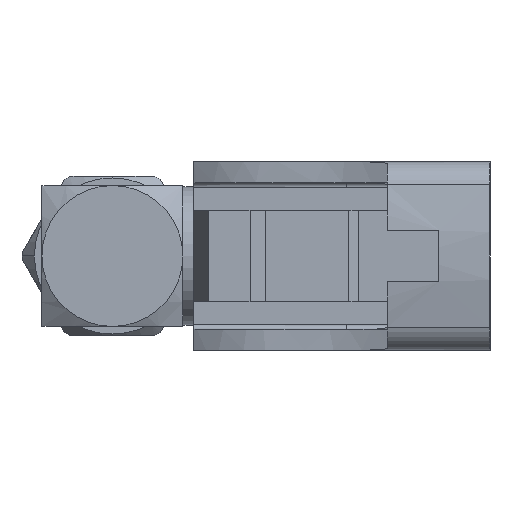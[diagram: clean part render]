
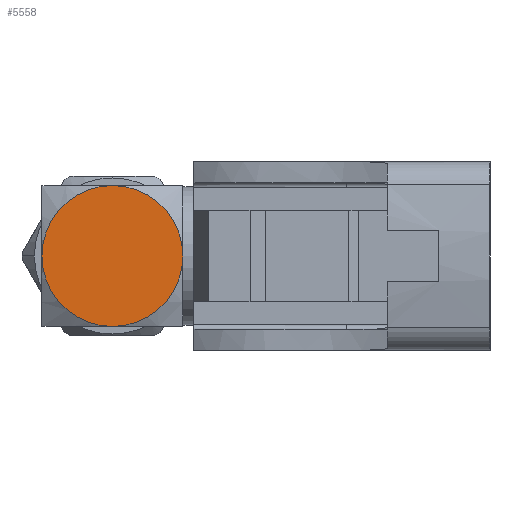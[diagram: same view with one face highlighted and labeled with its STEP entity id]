
A CAD part, left-side view. The second image highlights one B-rep face of the part: STEP entity #5558.
In plain terms, the highlighted face is planar.
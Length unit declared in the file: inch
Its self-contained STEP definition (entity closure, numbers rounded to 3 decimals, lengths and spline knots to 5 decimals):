
#135 = ORIENTED_EDGE ( 'NONE', *, *, #4914, .T. ) ;
#255 = DIRECTION ( 'NONE',  ( 0., 1., 0. ) ) ;
#257 = DIRECTION ( 'NONE',  ( 0., -1., 0. ) ) ;
#372 = CARTESIAN_POINT ( 'NONE',  ( 0., 0.138, -0.73965 ) ) ;
#776 = ORIENTED_EDGE ( 'NONE', *, *, #5317, .T. ) ;
#840 = AXIS2_PLACEMENT_3D ( 'NONE', #372, #13437, #18261 ) ;
#1136 = DIRECTION ( 'NONE',  ( 0., 1., 0. ) ) ;
#1550 = EDGE_CURVE ( 'NONE', #2383, #8511, #15140, .T. ) ;
#2383 = VERTEX_POINT ( 'NONE', #15204 ) ;
#3138 = DIRECTION ( 'NONE',  ( 0., 0., 1. ) ) ;
#3492 = CARTESIAN_POINT ( 'NONE',  ( 0., 0.138, -0.87765 ) ) ;
#3564 = CARTESIAN_POINT ( 'NONE',  ( 0., 0.138, -0.73965 ) ) ;
#4235 = CARTESIAN_POINT ( 'NONE',  ( -0.138, 0.138, -0.73965 ) ) ;
#4784 = CIRCLE ( 'NONE', #11478, 0.138 ) ;
#4914 = EDGE_CURVE ( 'NONE', #9011, #5098, #12430, .T. ) ;
#5098 = VERTEX_POINT ( 'NONE', #4235 ) ;
#5317 = EDGE_CURVE ( 'NONE', #5098, #2383, #8833, .T. ) ;
#5558 = ADVANCED_FACE ( 'NONE', ( #5666 ), #5756, .F. ) ;
#5666 = FACE_OUTER_BOUND ( 'NONE', #17573, .T. ) ;
#5756 = PLANE ( 'NONE',  #13439 ) ;
#6117 = CARTESIAN_POINT ( 'NONE',  ( 0.138, 0.138, -0.73965 ) ) ;
#8511 = VERTEX_POINT ( 'NONE', #6117 ) ;
#8782 = AXIS2_PLACEMENT_3D ( 'NONE', #3564, #15377, #9149 ) ;
#8833 = CIRCLE ( 'NONE', #840, 0.138 ) ;
#9002 = CARTESIAN_POINT ( 'NONE',  ( 0.138, 0.138, -0.87765 ) ) ;
#9011 = VERTEX_POINT ( 'NONE', #3492 ) ;
#9149 = DIRECTION ( 'NONE',  ( 0., 0., 1. ) ) ;
#9529 = EDGE_CURVE ( 'NONE', #8511, #9011, #4784, .T. ) ;
#10440 = CARTESIAN_POINT ( 'NONE',  ( 0., 0.138, -0.73965 ) ) ;
#11478 = AXIS2_PLACEMENT_3D ( 'NONE', #10440, #255, #3138 ) ;
#12430 = CIRCLE ( 'NONE', #8782, 0.138 ) ;
#13286 = AXIS2_PLACEMENT_3D ( 'NONE', #18635, #1136, #17193 ) ;
#13437 = DIRECTION ( 'NONE',  ( 0., 1., 0. ) ) ;
#13439 = AXIS2_PLACEMENT_3D ( 'NONE', #9002, #257, #14860 ) ;
#13781 = ORIENTED_EDGE ( 'NONE', *, *, #1550, .T. ) ;
#14860 = DIRECTION ( 'NONE',  ( 0., 0., -1. ) ) ;
#15140 = CIRCLE ( 'NONE', #13286, 0.138 ) ;
#15204 = CARTESIAN_POINT ( 'NONE',  ( 0., 0.138, -0.60165 ) ) ;
#15377 = DIRECTION ( 'NONE',  ( 0., 1., 0. ) ) ;
#16391 = ORIENTED_EDGE ( 'NONE', *, *, #9529, .T. ) ;
#17193 = DIRECTION ( 'NONE',  ( 0., 0., 1. ) ) ;
#17573 = EDGE_LOOP ( 'NONE', ( #16391, #135, #776, #13781 ) ) ;
#18261 = DIRECTION ( 'NONE',  ( 0., 0., 1. ) ) ;
#18635 = CARTESIAN_POINT ( 'NONE',  ( 0., 0.138, -0.73965 ) ) ;
